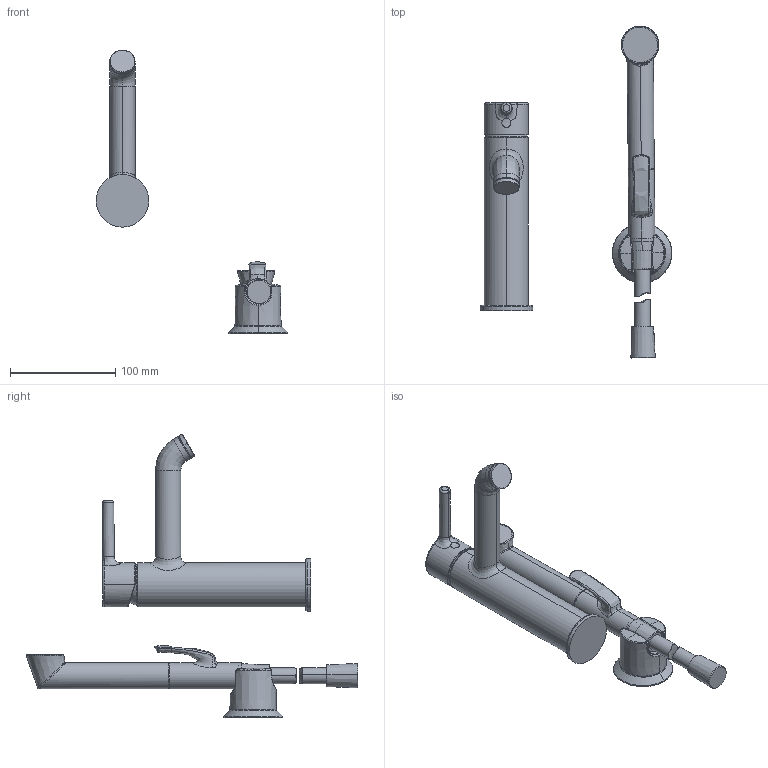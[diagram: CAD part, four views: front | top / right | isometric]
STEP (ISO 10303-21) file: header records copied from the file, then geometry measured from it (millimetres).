
FILE_DESCRIPTION (( 'STEP AP203' ), '1' );
FILE_NAME ('2606FH(2022).STEP', '2022-01-17T10:31:57', ( '' ), ( '' ), 'SwSTEP 2.0', 'SolidWorks 2016', '' );
FILE_SCHEMA (( 'CONFIG_CONTROL_DESIGN' ));
Length unit declared in the file: millimetre
Products named in the file (1): 2606FH(2022)
Bounding box: 182.32 x 315.53 x 269.38 mm (x, y, z)
Volume: 548169.6 mm3; surface area: 90541.9 mm2
Topology: 10 solids, 10 shells, 197 faces, 466 edges, 294 vertices
Faces by surface type: bspline 93, cylinder 28, plane 28, torus 27, cone 14, sphere 7
Entity records: 27958 total; most frequent: CARTESIAN_POINT 24082, ORIENTED_EDGE 928, DIRECTION 589, EDGE_CURVE 464, VERTEX_POINT 293, AXIS2_PLACEMENT_3D 269, B_SPLINE_CURVE_WITH_KNOTS 230, EDGE_LOOP 203
